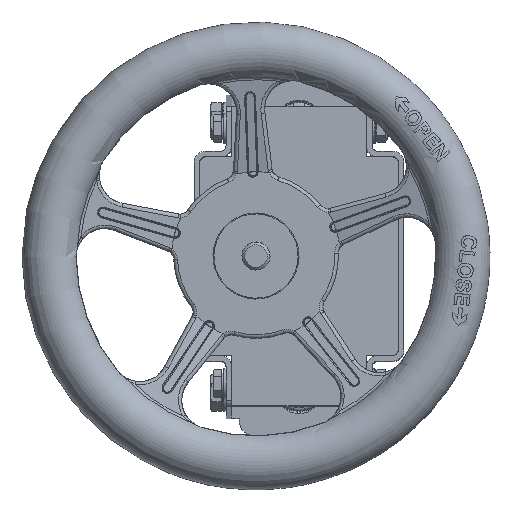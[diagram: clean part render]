
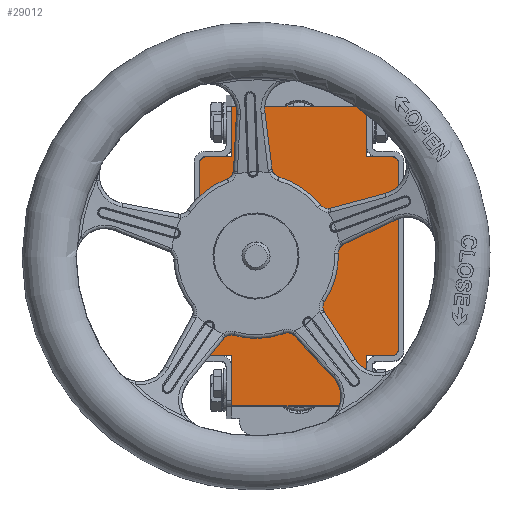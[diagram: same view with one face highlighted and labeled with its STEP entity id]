
A CAD part, top view. The second image highlights one B-rep face of the part: STEP entity #29012.
In plain terms, the highlighted planar face has unit normal (0, 0, 1).
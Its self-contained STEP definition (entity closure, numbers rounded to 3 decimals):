
#2230=FACE_BOUND('',#5737,.T.);
#2738=PLANE('',#31432);
#3922=FACE_OUTER_BOUND('',#5736,.T.);
#5736=EDGE_LOOP('',(#23807,#23808,#23809,#23810,#23811,#23812,#23813,#23814,
#23815,#23816,#23817,#23818,#23819,#23820,#23821,#23822));
#5737=EDGE_LOOP('',(#23823));
#7927=LINE('',#49154,#9897);
#7930=LINE('',#49159,#9900);
#7932=LINE('',#49163,#9902);
#7934=LINE('',#49167,#9904);
#7936=LINE('',#49171,#9906);
#7938=LINE('',#49175,#9908);
#7940=LINE('',#49179,#9910);
#7942=LINE('',#49183,#9912);
#7944=LINE('',#49187,#9914);
#7946=LINE('',#49191,#9916);
#7948=LINE('',#49195,#9918);
#7950=LINE('',#49199,#9920);
#7952=LINE('',#49203,#9922);
#7954=LINE('',#49207,#9924);
#7956=LINE('',#49211,#9926);
#7958=LINE('',#49214,#9928);
#9897=VECTOR('',#36884,10.);
#9900=VECTOR('',#36889,10.);
#9902=VECTOR('',#36893,10.);
#9904=VECTOR('',#36897,10.);
#9906=VECTOR('',#36901,10.);
#9908=VECTOR('',#36905,10.);
#9910=VECTOR('',#36909,10.);
#9912=VECTOR('',#36913,10.);
#9914=VECTOR('',#36917,10.);
#9916=VECTOR('',#36921,10.);
#9918=VECTOR('',#36925,10.);
#9920=VECTOR('',#36929,10.);
#9922=VECTOR('',#36933,10.);
#9924=VECTOR('',#36937,10.);
#9926=VECTOR('',#36941,10.);
#9928=VECTOR('',#36945,10.);
#11098=CIRCLE('',#31408,8.);
#13261=VERTEX_POINT('',#49103);
#13282=VERTEX_POINT('',#49152);
#13283=VERTEX_POINT('',#49153);
#13284=VERTEX_POINT('',#49158);
#13285=VERTEX_POINT('',#49162);
#13286=VERTEX_POINT('',#49166);
#13287=VERTEX_POINT('',#49170);
#13288=VERTEX_POINT('',#49174);
#13289=VERTEX_POINT('',#49178);
#13290=VERTEX_POINT('',#49182);
#13291=VERTEX_POINT('',#49186);
#13292=VERTEX_POINT('',#49190);
#13293=VERTEX_POINT('',#49194);
#13294=VERTEX_POINT('',#49198);
#13295=VERTEX_POINT('',#49202);
#13296=VERTEX_POINT('',#49206);
#13297=VERTEX_POINT('',#49210);
#16925=EDGE_CURVE('',#13261,#13261,#11098,.T.);
#16949=EDGE_CURVE('',#13282,#13283,#7927,.T.);
#16952=EDGE_CURVE('',#13283,#13284,#7930,.T.);
#16954=EDGE_CURVE('',#13284,#13285,#7932,.T.);
#16956=EDGE_CURVE('',#13285,#13286,#7934,.T.);
#16958=EDGE_CURVE('',#13286,#13287,#7936,.T.);
#16960=EDGE_CURVE('',#13287,#13288,#7938,.T.);
#16962=EDGE_CURVE('',#13288,#13289,#7940,.T.);
#16964=EDGE_CURVE('',#13289,#13290,#7942,.T.);
#16966=EDGE_CURVE('',#13290,#13291,#7944,.T.);
#16968=EDGE_CURVE('',#13291,#13292,#7946,.T.);
#16970=EDGE_CURVE('',#13292,#13293,#7948,.T.);
#16972=EDGE_CURVE('',#13293,#13294,#7950,.T.);
#16974=EDGE_CURVE('',#13294,#13295,#7952,.T.);
#16976=EDGE_CURVE('',#13295,#13296,#7954,.T.);
#16978=EDGE_CURVE('',#13296,#13297,#7956,.T.);
#16980=EDGE_CURVE('',#13297,#13282,#7958,.T.);
#23807=ORIENTED_EDGE('',*,*,#16949,.F.);
#23808=ORIENTED_EDGE('',*,*,#16980,.F.);
#23809=ORIENTED_EDGE('',*,*,#16978,.F.);
#23810=ORIENTED_EDGE('',*,*,#16976,.F.);
#23811=ORIENTED_EDGE('',*,*,#16974,.F.);
#23812=ORIENTED_EDGE('',*,*,#16972,.F.);
#23813=ORIENTED_EDGE('',*,*,#16970,.F.);
#23814=ORIENTED_EDGE('',*,*,#16968,.F.);
#23815=ORIENTED_EDGE('',*,*,#16966,.F.);
#23816=ORIENTED_EDGE('',*,*,#16964,.F.);
#23817=ORIENTED_EDGE('',*,*,#16962,.F.);
#23818=ORIENTED_EDGE('',*,*,#16960,.F.);
#23819=ORIENTED_EDGE('',*,*,#16958,.F.);
#23820=ORIENTED_EDGE('',*,*,#16956,.F.);
#23821=ORIENTED_EDGE('',*,*,#16954,.F.);
#23822=ORIENTED_EDGE('',*,*,#16952,.F.);
#23823=ORIENTED_EDGE('',*,*,#16925,.T.);
#29012=ADVANCED_FACE('',(#3922,#2230),#2738,.T.);
#31408=AXIS2_PLACEMENT_3D('',#49104,#36847,#36848);
#31432=AXIS2_PLACEMENT_3D('',#49215,#36946,#36947);
#36847=DIRECTION('center_axis',(0.,0.,-1.));
#36848=DIRECTION('ref_axis',(-1.,0.,0.));
#36884=DIRECTION('',(-0.707,-0.707,0.));
#36889=DIRECTION('',(-1.,0.,0.));
#36893=DIRECTION('',(-0.707,0.707,0.));
#36897=DIRECTION('',(0.,1.,0.));
#36901=DIRECTION('',(-1.,0.,0.));
#36905=DIRECTION('',(0.,1.,0.));
#36909=DIRECTION('',(1.,0.,0.));
#36913=DIRECTION('',(0.,1.,0.));
#36917=DIRECTION('',(0.707,0.707,0.));
#36921=DIRECTION('',(1.,0.,0.));
#36925=DIRECTION('',(0.707,-0.707,0.));
#36929=DIRECTION('',(0.,-1.,0.));
#36933=DIRECTION('',(1.,0.,0.));
#36937=DIRECTION('',(0.,-1.,0.));
#36941=DIRECTION('',(-1.,0.,0.));
#36945=DIRECTION('',(0.,-1.,0.));
#36946=DIRECTION('center_axis',(0.,0.,1.));
#36947=DIRECTION('ref_axis',(1.,0.,0.));
#49103=CARTESIAN_POINT('',(8.,23.,10.));
#49104=CARTESIAN_POINT('Origin',(0.,23.,10.));
#49152=CARTESIAN_POINT('',(53.,-51.,10.));
#49153=CARTESIAN_POINT('',(51.,-53.,10.));
#49154=CARTESIAN_POINT('',(53.,-51.,10.));
#49158=CARTESIAN_POINT('',(-51.,-53.,10.));
#49159=CARTESIAN_POINT('',(51.,-53.,10.));
#49162=CARTESIAN_POINT('',(-53.,-51.,10.));
#49163=CARTESIAN_POINT('',(-51.,-53.,10.));
#49166=CARTESIAN_POINT('',(-53.,-36.,10.));
#49167=CARTESIAN_POINT('',(-53.,-51.,10.));
#49170=CARTESIAN_POINT('',(-80.,-36.,10.));
#49171=CARTESIAN_POINT('',(-53.,-36.,10.));
#49174=CARTESIAN_POINT('',(-80.,36.,10.));
#49175=CARTESIAN_POINT('',(-80.,-36.,10.));
#49178=CARTESIAN_POINT('',(-53.,36.,10.));
#49179=CARTESIAN_POINT('',(-80.,36.,10.));
#49182=CARTESIAN_POINT('',(-53.,51.,10.));
#49183=CARTESIAN_POINT('',(-53.,36.,10.));
#49186=CARTESIAN_POINT('',(-51.,53.,10.));
#49187=CARTESIAN_POINT('',(-53.,51.,10.));
#49190=CARTESIAN_POINT('',(51.,53.,10.));
#49191=CARTESIAN_POINT('',(-51.,53.,10.));
#49194=CARTESIAN_POINT('',(53.,51.,10.));
#49195=CARTESIAN_POINT('',(51.,53.,10.));
#49198=CARTESIAN_POINT('',(53.,36.,10.));
#49199=CARTESIAN_POINT('',(53.,51.,10.));
#49202=CARTESIAN_POINT('',(80.,36.,10.));
#49203=CARTESIAN_POINT('',(53.,36.,10.));
#49206=CARTESIAN_POINT('',(80.,-36.,10.));
#49207=CARTESIAN_POINT('',(80.,36.,10.));
#49210=CARTESIAN_POINT('',(53.,-36.,10.));
#49211=CARTESIAN_POINT('',(80.,-36.,10.));
#49214=CARTESIAN_POINT('',(53.,-36.,10.));
#49215=CARTESIAN_POINT('Origin',(0.,0.,
10.));
